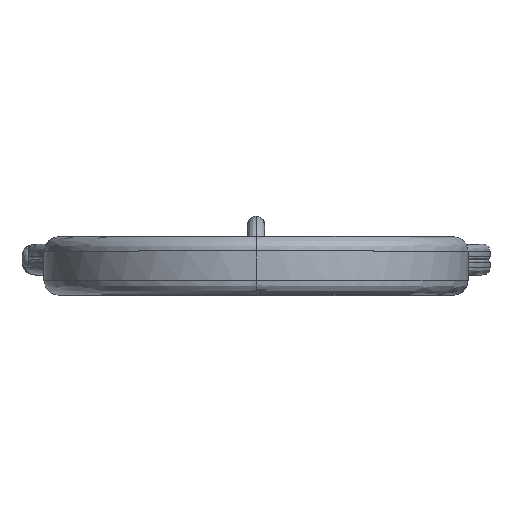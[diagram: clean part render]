
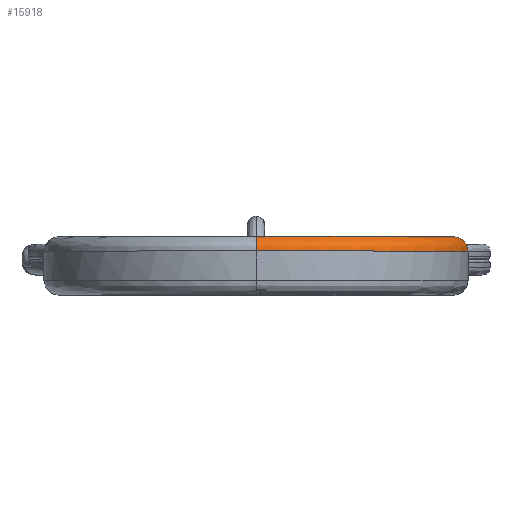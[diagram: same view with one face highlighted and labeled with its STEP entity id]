
A CAD part, top view. The second image highlights one B-rep face of the part: STEP entity #15918.
In plain terms, the highlighted free-form (B-spline) face has degree [3, 3] with [4, 4] control points.
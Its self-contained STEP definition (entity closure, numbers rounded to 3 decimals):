
#15918 = ADVANCED_FACE('',(#15919),#15955,.T.);
#15919 = FACE_BOUND('',#15920,.T.);
#15920 = EDGE_LOOP('',(#15921,#15932,#15940,#15949));
#15921 = ORIENTED_EDGE('',*,*,#15922,.T.);
#15922 = EDGE_CURVE('',#15923,#15925,#15927,.T.);
#15923 = VERTEX_POINT('',#15924);
#15924 = CARTESIAN_POINT('',(-54.756,20.657,
    107.231));
#15925 = VERTEX_POINT('',#15926);
#15926 = CARTESIAN_POINT('',(-54.756,20.657,
    78.025));
#15927 = ( BOUNDED_CURVE() B_SPLINE_CURVE(3,(#15928,#15929,#15930,#15931
),.UNSPECIFIED.,.F.,.F.) B_SPLINE_CURVE_WITH_KNOTS((4,4),(0.,1.),
.PIECEWISE_BEZIER_KNOTS.) CURVE() GEOMETRIC_REPRESENTATION_ITEM() 
RATIONAL_B_SPLINE_CURVE((0.957,0.319,0.319,
0.957)) REPRESENTATION_ITEM('') );
#15928 = CARTESIAN_POINT('',(-54.756,20.657,
    107.231));
#15929 = CARTESIAN_POINT('',(-25.55,20.657,
    107.231));
#15930 = CARTESIAN_POINT('',(-25.55,20.657,
    78.025));
#15931 = CARTESIAN_POINT('',(-54.756,20.657,
    78.025));
#15932 = ORIENTED_EDGE('',*,*,#15933,.T.);
#15933 = EDGE_CURVE('',#15925,#15934,#15936,.T.);
#15934 = VERTEX_POINT('',#15935);
#15935 = CARTESIAN_POINT('',(-54.756,21.664,
    79.032));
#15936 = ( BOUNDED_CURVE() B_SPLINE_CURVE(2,(#15937,#15938,#15939),
.UNSPECIFIED.,.F.,.F.) B_SPLINE_CURVE_WITH_KNOTS((3,3),(0.,
1.571),.PIECEWISE_BEZIER_KNOTS.) CURVE() 
GEOMETRIC_REPRESENTATION_ITEM() RATIONAL_B_SPLINE_CURVE((1.,
0.707,1.)) REPRESENTATION_ITEM('') );
#15937 = CARTESIAN_POINT('',(-54.756,20.657,
    78.025));
#15938 = CARTESIAN_POINT('',(-54.756,21.664,
    78.025));
#15939 = CARTESIAN_POINT('',(-54.756,21.664,
    79.032));
#15940 = ORIENTED_EDGE('',*,*,#15941,.T.);
#15941 = EDGE_CURVE('',#15934,#15942,#15944,.T.);
#15942 = VERTEX_POINT('',#15943);
#15943 = CARTESIAN_POINT('',(-54.756,21.664,
    106.224));
#15944 = ( BOUNDED_CURVE() B_SPLINE_CURVE(3,(#15945,#15946,#15947,#15948
),.UNSPECIFIED.,.F.,.F.) B_SPLINE_CURVE_WITH_KNOTS((4,4),(0.,1.),
.PIECEWISE_BEZIER_KNOTS.) CURVE() GEOMETRIC_REPRESENTATION_ITEM() 
RATIONAL_B_SPLINE_CURVE((0.957,0.319,0.319,
0.957)) REPRESENTATION_ITEM('') );
#15945 = CARTESIAN_POINT('',(-54.756,21.664,
    79.032));
#15946 = CARTESIAN_POINT('',(-27.564,21.664,
    79.032));
#15947 = CARTESIAN_POINT('',(-27.564,21.664,
    106.224));
#15948 = CARTESIAN_POINT('',(-54.756,21.664,
    106.224));
#15949 = ORIENTED_EDGE('',*,*,#15950,.T.);
#15950 = EDGE_CURVE('',#15942,#15923,#15951,.T.);
#15951 = ( BOUNDED_CURVE() B_SPLINE_CURVE(2,(#15952,#15953,#15954),
.UNSPECIFIED.,.F.,.F.) B_SPLINE_CURVE_WITH_KNOTS((3,3),(
0.,1.571),.PIECEWISE_BEZIER_KNOTS.) CURVE() 
GEOMETRIC_REPRESENTATION_ITEM() RATIONAL_B_SPLINE_CURVE((1.,
0.707,1.)) REPRESENTATION_ITEM('') );
#15952 = CARTESIAN_POINT('',(-54.756,21.664,
    106.224));
#15953 = CARTESIAN_POINT('',(-54.756,21.664,
    107.231));
#15954 = CARTESIAN_POINT('',(-54.756,20.657,
    107.231));
#15955 = ( BOUNDED_SURFACE() B_SPLINE_SURFACE(3,3,(
    (#15956,#15957,#15958,#15959)
    ,(#15960,#15961,#15962,#15963)
    ,(#15964,#15965,#15966,#15967)
    ,(#15968,#15969,#15970,#15971
)),.UNSPECIFIED.,.F.,.F.,.F.) B_SPLINE_SURFACE_WITH_KNOTS((4,4),(4,4),(
    0.,1.),(0.,1.),.PIECEWISE_BEZIER_KNOTS.) 
GEOMETRIC_REPRESENTATION_ITEM() RATIONAL_B_SPLINE_SURFACE((
    (1.,0.333,0.333,1.)
    ,(0.755,0.252,0.252,0.755)
    ,(0.755,0.252,0.252,0.755)
,(1.,0.333,0.333,1.
))) REPRESENTATION_ITEM('') SURFACE() );
#15956 = CARTESIAN_POINT('',(-54.756,21.659,
    106.124));
#15957 = CARTESIAN_POINT('',(-27.765,21.659,
    106.124));
#15958 = CARTESIAN_POINT('',(-27.765,21.659,
    79.132));
#15959 = CARTESIAN_POINT('',(-54.756,21.659,
    79.132));
#15960 = CARTESIAN_POINT('',(-54.756,21.728,
    106.808));
#15961 = CARTESIAN_POINT('',(-26.396,21.728,
    106.808));
#15962 = CARTESIAN_POINT('',(-26.396,21.728,
    78.448));
#15963 = CARTESIAN_POINT('',(-54.756,21.728,
    78.448));
#15964 = CARTESIAN_POINT('',(-54.756,21.241,
    107.295));
#15965 = CARTESIAN_POINT('',(-25.423,21.241,
    107.295));
#15966 = CARTESIAN_POINT('',(-25.423,21.241,
    77.961));
#15967 = CARTESIAN_POINT('',(-54.756,21.241,
    77.961));
#15968 = CARTESIAN_POINT('',(-54.756,20.557,
    107.226));
#15969 = CARTESIAN_POINT('',(-25.56,20.557,
    107.226));
#15970 = CARTESIAN_POINT('',(-25.56,20.557,
    78.03));
#15971 = CARTESIAN_POINT('',(-54.756,20.557,
    78.03));
